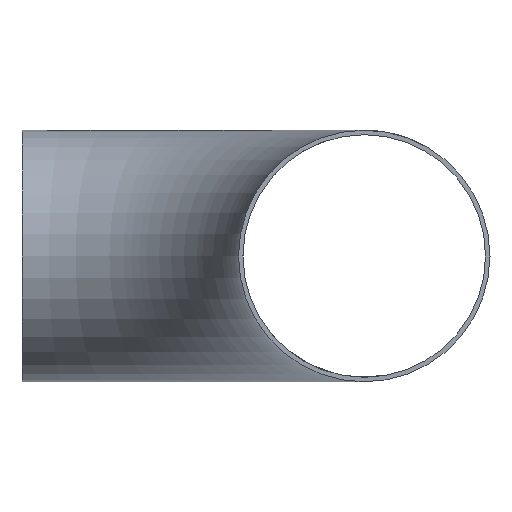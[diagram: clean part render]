
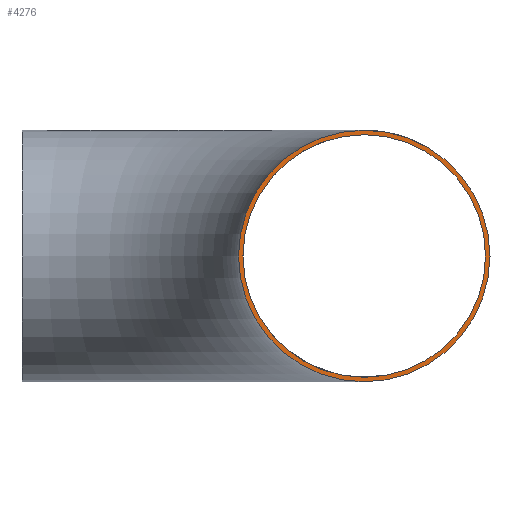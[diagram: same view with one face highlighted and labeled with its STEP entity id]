
A CAD part, left-side view. The second image highlights one B-rep face of the part: STEP entity #4276.
In plain terms, the highlighted planar face has unit normal (-1, 0, 0).
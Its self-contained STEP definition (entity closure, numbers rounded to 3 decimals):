
#250 = EDGE_LOOP ( 'NONE', ( #6895, #10568 ) ) ;
#631 = FACE_BOUND ( 'NONE', #23676, .T. ) ;
#843 = EDGE_CURVE ( 'NONE', #13348, #12063, #27129, .T. ) ;
#929 = CARTESIAN_POINT ( 'NONE',  ( 0., 0., 0. ) ) ;
#3372 = DIRECTION ( 'NONE',  ( 0., 0., -1. ) ) ;
#4028 = CARTESIAN_POINT ( 'NONE',  ( 0., 0., 0. ) ) ;
#4276 = ADVANCED_FACE ( 'NONE', ( #631, #28039 ), #7837, .F. ) ;
#6895 = ORIENTED_EDGE ( 'NONE', *, *, #11820, .F. ) ;
#7837 = PLANE ( 'NONE',  #25959 ) ;
#10568 = ORIENTED_EDGE ( 'NONE', *, *, #20779, .F. ) ;
#11167 = CIRCLE ( 'NONE', #21087, 84.15 ) ;
#11181 = AXIS2_PLACEMENT_3D ( 'NONE', #4028, #21891, #22037 ) ;
#11820 = EDGE_CURVE ( 'NONE', #23962, #13418, #11167, .T. ) ;
#12063 = VERTEX_POINT ( 'NONE', #23780 ) ;
#13282 = DIRECTION ( 'NONE',  ( 0., 0., -1. ) ) ;
#13348 = VERTEX_POINT ( 'NONE', #15819 ) ;
#13418 = VERTEX_POINT ( 'NONE', #27057 ) ;
#13983 = CIRCLE ( 'NONE', #28586, 81.15 ) ;
#14376 = ORIENTED_EDGE ( 'NONE', *, *, #843, .T. ) ;
#15819 = CARTESIAN_POINT ( 'NONE',  ( 0., 0., 81.15 ) ) ;
#16397 = DIRECTION ( 'NONE',  ( 1., 0., 0. ) ) ;
#17809 = EDGE_CURVE ( 'NONE', #12063, #13348, #13983, .T. ) ;
#19119 = AXIS2_PLACEMENT_3D ( 'NONE', #27177, #28149, #3372 ) ;
#19273 = DIRECTION ( 'NONE',  ( 1., 0., 0. ) ) ;
#20779 = EDGE_CURVE ( 'NONE', #13418, #23962, #23913, .T. ) ;
#21087 = AXIS2_PLACEMENT_3D ( 'NONE', #24375, #24226, #13282 ) ;
#21891 = DIRECTION ( 'NONE',  ( 1., 0., 0. ) ) ;
#22037 = DIRECTION ( 'NONE',  ( 0., 0., -1. ) ) ;
#23676 = EDGE_LOOP ( 'NONE', ( #14376, #24686 ) ) ;
#23780 = CARTESIAN_POINT ( 'NONE',  ( 0., 0., -81.15 ) ) ;
#23913 = CIRCLE ( 'NONE', #11181, 84.15 ) ;
#23962 = VERTEX_POINT ( 'NONE', #27491 ) ;
#24226 = DIRECTION ( 'NONE',  ( 1., 0., 0. ) ) ;
#24375 = CARTESIAN_POINT ( 'NONE',  ( 0., 0., 0. ) ) ;
#24686 = ORIENTED_EDGE ( 'NONE', *, *, #17809, .T. ) ;
#25839 = DIRECTION ( 'NONE',  ( 0., 0., -1. ) ) ;
#25959 = AXIS2_PLACEMENT_3D ( 'NONE', #929, #16397, #25839 ) ;
#26061 = DIRECTION ( 'NONE',  ( 0., 0., -1. ) ) ;
#27057 = CARTESIAN_POINT ( 'NONE',  ( 0., 0., 84.15 ) ) ;
#27129 = CIRCLE ( 'NONE', #19119, 81.15 ) ;
#27177 = CARTESIAN_POINT ( 'NONE',  ( 0., 0., 0. ) ) ;
#27491 = CARTESIAN_POINT ( 'NONE',  ( 0., 0., -84.15 ) ) ;
#28039 = FACE_OUTER_BOUND ( 'NONE', #250, .T. ) ;
#28149 = DIRECTION ( 'NONE',  ( 1., 0., 0. ) ) ;
#28415 = CARTESIAN_POINT ( 'NONE',  ( 0., 0., 0. ) ) ;
#28586 = AXIS2_PLACEMENT_3D ( 'NONE', #28415, #19273, #26061 ) ;
